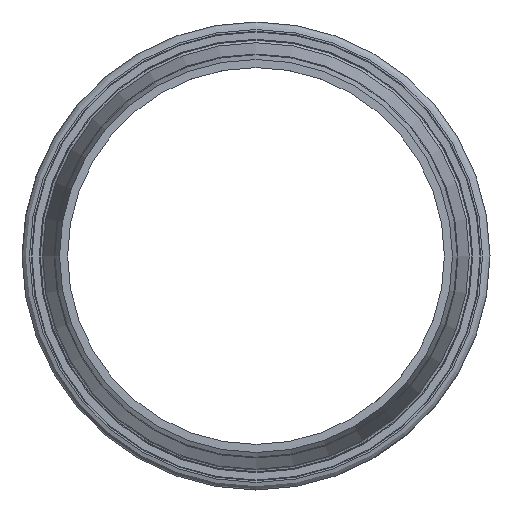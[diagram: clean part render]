
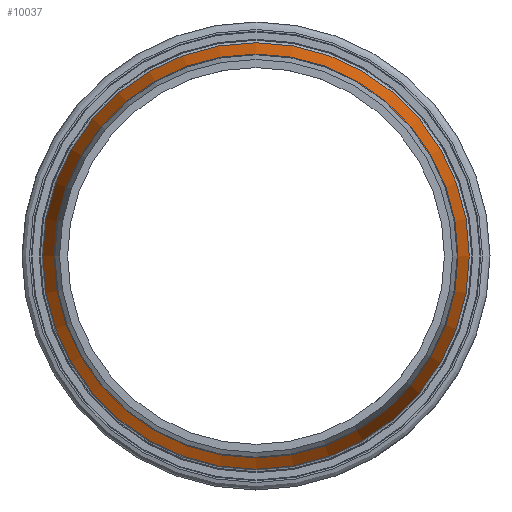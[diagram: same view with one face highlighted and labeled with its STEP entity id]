
A CAD part, front view. The second image highlights one B-rep face of the part: STEP entity #10037.
In plain terms, the highlighted conical face has half-angle 15 degrees and reference radius 82.4 mm.
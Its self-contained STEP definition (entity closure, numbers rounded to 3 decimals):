
#35=CONICAL_SURFACE('',#11109,82.4,0.262);
#818=CIRCLE('',#11108,84.8);
#819=CIRCLE('',#11110,80.);
#1569=FACE_OUTER_BOUND('',#2201,.T.);
#2201=EDGE_LOOP('',(#8801,#8802,#8803,#8804));
#2810=LINE('',#24976,#3299);
#3299=VECTOR('',#13698,82.4);
#4771=VERTEX_POINT('',#24970);
#4772=VERTEX_POINT('',#24974);
#6271=EDGE_CURVE('',#4771,#4771,#818,.T.);
#6273=EDGE_CURVE('',#4772,#4772,#819,.T.);
#6274=EDGE_CURVE('',#4772,#4771,#2810,.T.);
#8801=ORIENTED_EDGE('',*,*,#6273,.F.);
#8802=ORIENTED_EDGE('',*,*,#6274,.T.);
#8803=ORIENTED_EDGE('',*,*,#6271,.T.);
#8804=ORIENTED_EDGE('',*,*,#6274,.F.);
#10037=ADVANCED_FACE('',(#1569),#35,.T.);
#11108=AXIS2_PLACEMENT_3D('',#24971,#13691,#13692);
#11109=AXIS2_PLACEMENT_3D('',#24973,#13694,#13695);
#11110=AXIS2_PLACEMENT_3D('',#24975,#13696,#13697);
#13691=DIRECTION('center_axis',(0.,-1.,0.));
#13692=DIRECTION('ref_axis',(1.,0.,0.));
#13694=DIRECTION('center_axis',(0.,1.,0.));
#13695=DIRECTION('ref_axis',(-1.,0.,0.));
#13696=DIRECTION('center_axis',(0.,-1.,0.));
#13697=DIRECTION('ref_axis',(1.,0.,0.));
#13698=DIRECTION('',(0.259,0.966,0.));
#24970=CARTESIAN_POINT('',(84.8,-2.138,0.));
#24971=CARTESIAN_POINT('Origin',(0.,-2.138,0.));
#24973=CARTESIAN_POINT('Origin',(0.,-11.095,0.));
#24974=CARTESIAN_POINT('',(80.,-20.052,0.));
#24975=CARTESIAN_POINT('Origin',(0.,-20.052,0.));
#24976=CARTESIAN_POINT('',(82.4,-11.095,0.));
